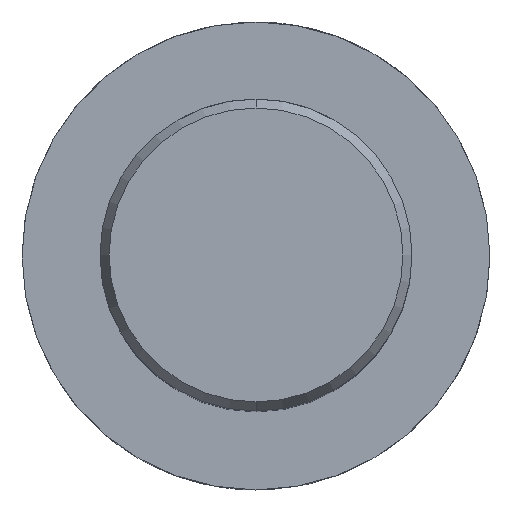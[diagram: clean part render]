
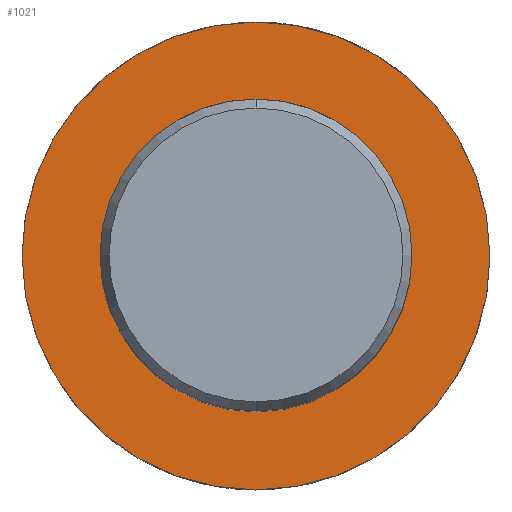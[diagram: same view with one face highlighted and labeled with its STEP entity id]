
A CAD part, top view. The second image highlights one B-rep face of the part: STEP entity #1021.
In plain terms, the highlighted planar face has unit normal (0, 0, 1).
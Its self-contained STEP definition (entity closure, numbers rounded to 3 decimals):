
#453=EDGE_CURVE('',#551,#577,#1252,.T.);
#551=VERTEX_POINT('',#1361);
#577=VERTEX_POINT('',#1388);
#743=VERTEX_POINT('',#1572);
#787=EDGE_CURVE('',#1099,#743,#1620,.T.);
#837=EDGE_CURVE('',#577,#551,#1675,.T.);
#1021=ADVANCED_FACE('',(#1871,#1872),#1873,.T.);
#1035=EDGE_CURVE('',#743,#1099,#1888,.T.);
#1099=VERTEX_POINT('',#1959);
#1252=CIRCLE('',#2188,20.0);
#1361=CARTESIAN_POINT('',(0.,-20.0,-70.0));
#1388=CARTESIAN_POINT('',(0.0,20.0,-70.0));
#1572=CARTESIAN_POINT('',(0.,-30.0,-70.0));
#1620=CIRCLE('',#4176,30.0);
#1675=CIRCLE('',#4296,20.0);
#1871=FACE_BOUND('',#4756,.T.);
#1872=FACE_OUTER_BOUND('',#4757,.T.);
#1873=PLANE('',#4758);
#1888=CIRCLE('',#4788,30.0);
#1959=CARTESIAN_POINT('',(0.0,30.0,-70.0));
#2188=AXIS2_PLACEMENT_3D('',#5524,#5525,#5526);
#4176=AXIS2_PLACEMENT_3D('',#5954,#5955,#5956);
#4296=AXIS2_PLACEMENT_3D('',#6024,#6025,#6026);
#4756=EDGE_LOOP('',(#6186,#6187));
#4757=EDGE_LOOP('',(#6188,#6189));
#4758=AXIS2_PLACEMENT_3D('',#6190,#6191,#6192);
#4788=AXIS2_PLACEMENT_3D('',#6202,#6203,#6204);
#5524=CARTESIAN_POINT('',(0.0,0.0,-70.0));
#5525=DIRECTION('',(-0.0,0.0,-1.0));
#5526=DIRECTION('',(0.0,1.0,0.0));
#5954=CARTESIAN_POINT('',(0.0,0.0,-70.0));
#5955=DIRECTION('',(0.0,0.0,-1.0));
#5956=DIRECTION('',(0.0,1.0,0.0));
#6024=CARTESIAN_POINT('',(0.0,0.0,-70.0));
#6025=DIRECTION('',(-0.0,0.0,-1.0));
#6026=DIRECTION('',(0.0,1.0,0.0));
#6186=ORIENTED_EDGE('',*,*,#837,.T.);
#6187=ORIENTED_EDGE('',*,*,#453,.T.);
#6188=ORIENTED_EDGE('',*,*,#787,.F.);
#6189=ORIENTED_EDGE('',*,*,#1035,.F.);
#6190=CARTESIAN_POINT('',(0.0,15.0,-70.0));
#6191=DIRECTION('',(-0.0,0.0,1.0));
#6192=DIRECTION('',(0.0,-1.0,0.0));
#6202=CARTESIAN_POINT('',(0.0,0.0,-70.0));
#6203=DIRECTION('',(0.0,0.0,-1.0));
#6204=DIRECTION('',(0.0,1.0,0.0));
